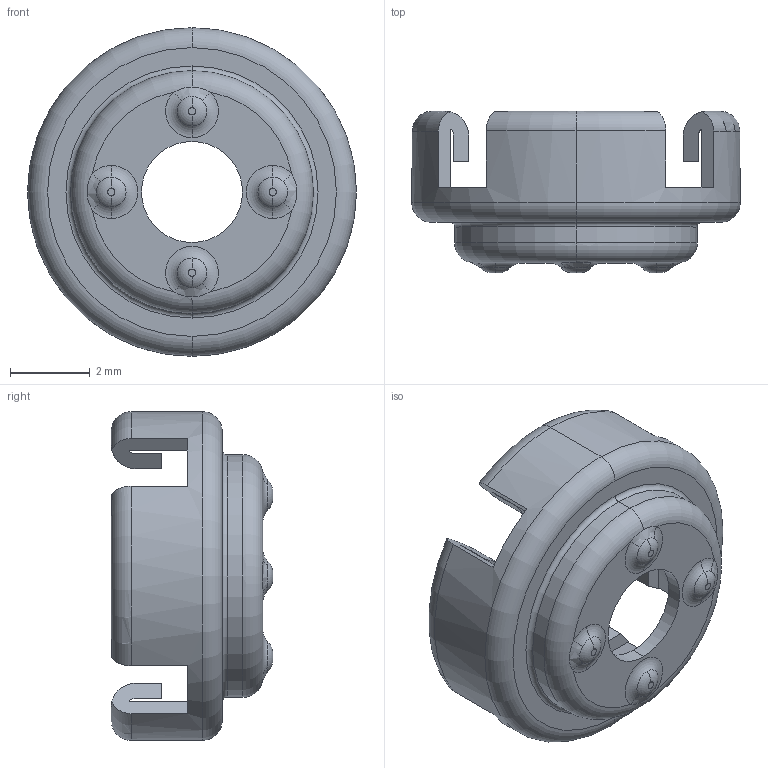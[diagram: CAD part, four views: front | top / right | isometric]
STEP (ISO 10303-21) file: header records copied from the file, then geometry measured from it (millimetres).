
FILE_DESCRIPTION (( 'STEP AP214' ), '1' );
FILE_NAME ('BSF-HD.STEP', '2020-02-11T16:12:19', ( '' ), ( '' ), 'SwSTEP 2.0', 'SolidWorks 2017', '' );
FILE_SCHEMA (( 'AUTOMOTIVE_DESIGN' ));
Length unit declared in the file: millimetre
Products named in the file (1): BSF-HD
Bounding box: 8.26 x 4.06 x 8.26 mm (x, y, z)
Volume: 48.8 mm3; surface area: 276.9 mm2
Topology: 1 solids, 1 shells, 113 faces, 288 edges, 183 vertices
Faces by surface type: plane 44, torus 39, cylinder 26, bspline 4
Entity records: 3698 total; most frequent: CARTESIAN_POINT 953, DIRECTION 586, ORIENTED_EDGE 576, EDGE_CURVE 288, AXIS2_PLACEMENT_3D 248, VERTEX_POINT 183, CIRCLE 138, EDGE_LOOP 121
